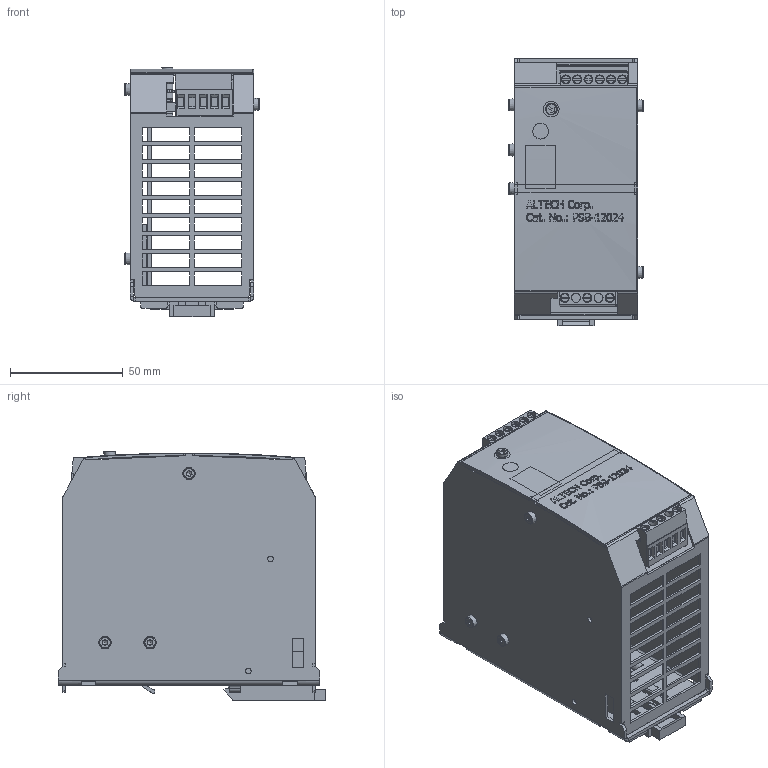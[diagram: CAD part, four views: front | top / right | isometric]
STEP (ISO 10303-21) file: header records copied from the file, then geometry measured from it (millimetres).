
FILE_DESCRIPTION((''),'2;1');
FILE_NAME('ALTECH-PSB-12024.stp','2012-06-14T13:57:43',('CAD Station'),(''),'Autodesk Inventor 2013','Autodesk Inventor 2013','');
FILE_SCHEMA(('CONFIG_CONTROL_DESIGN'));
Length unit declared in the file: inch
Products named in the file (1): ALTECH-PSB-12024
Bounding box: 59.8 x 118.65 x 110.6 mm (x, y, z)
Volume: 94475.8 mm3; surface area: 118544.4 mm2
Topology: 1 solids, 7 shells, 2157 faces, 6003 edges, 3907 vertices
Faces by surface type: plane 1523, cylinder 400, bspline 160, torus 38, cone 32, sphere 4
Full cylindrical faces by diameter (mm): 1 x38, 1.4 x9, 1.52 x4, 2 x4, 2.3 x4, 2.5 x2, 2.675 x5, 2.8 x4, 3 x5, 3.1 x2, 3.3 x3, 3.85 x9, 4 x11, 4.7 x2, 5 x4, 9 x1
Entity records: 75974 total; most frequent: CARTESIAN_POINT 19486, ORIENTED_EDGE 11556, DIRECTION 10208, EDGE_CURVE 5778, VECTOR 4224, LINE 4224, VERTEX_POINT 3848, AXIS2_PLACEMENT_3D 2992
